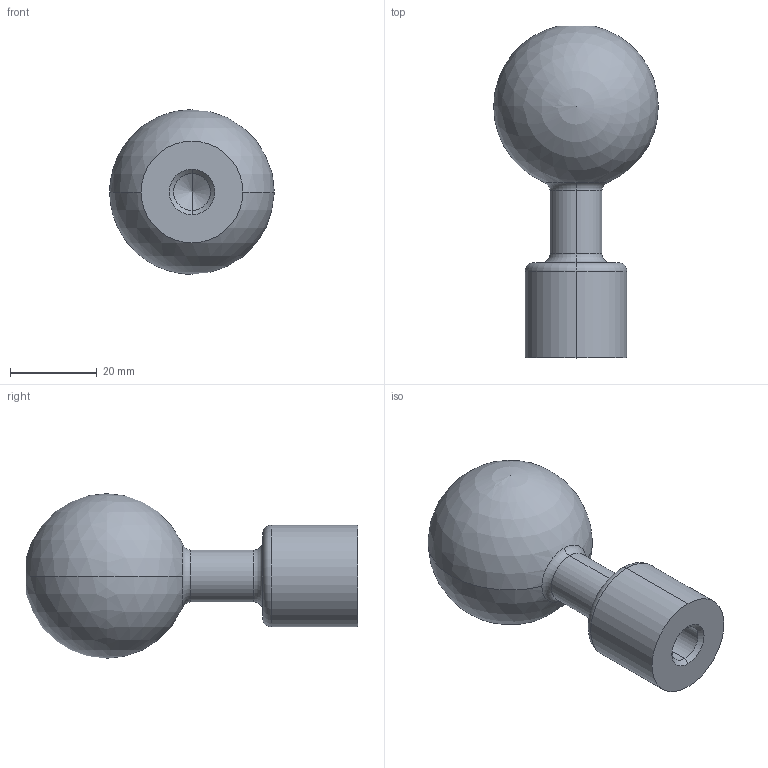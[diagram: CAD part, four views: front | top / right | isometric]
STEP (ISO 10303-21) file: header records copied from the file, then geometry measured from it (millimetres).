
FILE_DESCRIPTION (( 'STEP AP203' ), '1' );
FILE_NAME ('rotule v2.STEP', '2019-02-28T17:37:54', ( '' ), ( '' ), 'SwSTEP 2.0', 'SolidWorks 2018', '' );
FILE_SCHEMA (( 'CONFIG_CONTROL_DESIGN' ));
Length unit declared in the file: millimetre
Products named in the file (1): rotule v2
Bounding box: 38 x 76.6 x 38 mm (x, y, z)
Volume: 39145.7 mm3; surface area: 7845.1 mm2
Topology: 1 solids, 1 shells, 21 faces, 49 edges, 28 vertices
Faces by surface type: cylinder 6, torus 6, cone 4, plane 3, sphere 2
Entity records: 633 total; most frequent: DIRECTION 118, CARTESIAN_POINT 89, ORIENTED_EDGE 84, AXIS2_PLACEMENT_3D 54, EDGE_CURVE 42, CIRCLE 32, VERTEX_POINT 25, EDGE_LOOP 23
